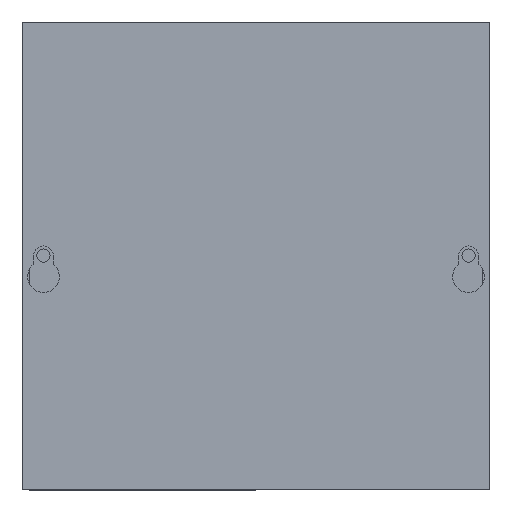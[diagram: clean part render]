
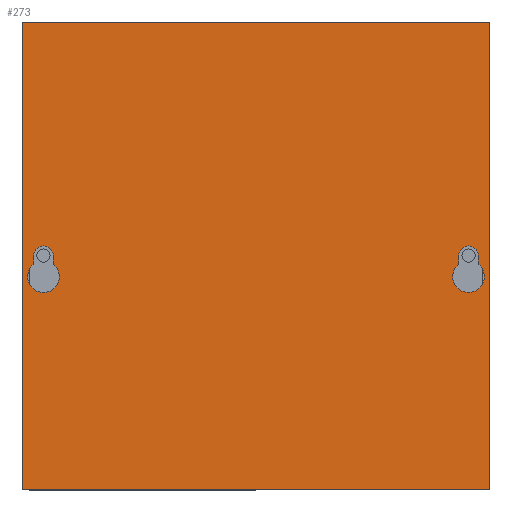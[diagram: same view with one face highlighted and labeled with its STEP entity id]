
A CAD part, top view. The second image highlights one B-rep face of the part: STEP entity #273.
In plain terms, the highlighted planar face has unit normal (0, 0, 1).
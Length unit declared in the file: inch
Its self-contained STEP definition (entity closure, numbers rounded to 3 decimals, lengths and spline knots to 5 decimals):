
#10 = CARTESIAN_POINT ( 'NONE',  ( 2.855, -0.11205, 6.057 ) ) ;
#111 = EDGE_CURVE ( 'NONE', #4757, #969, #1669, .T. ) ;
#142 = EDGE_LOOP ( 'NONE', ( #2334, #584, #5033, #5503, #4434, #2089 ) ) ;
#177 = DIRECTION ( 'NONE',  ( 0., -1., 0. ) ) ;
#213 = CARTESIAN_POINT ( 'NONE',  ( 2.605, 0., 6.057 ) ) ;
#216 = DIRECTION ( 'NONE',  ( 1., 0., 0. ) ) ;
#228 = DIRECTION ( 'NONE',  ( 0., 0., -1. ) ) ;
#246 = VERTEX_POINT ( 'NONE', #1976 ) ;
#273 = ADVANCED_FACE ( 'NONE', ( #3877, #5712, #5744 ), #1596, .T. ) ;
#293 = ORIENTED_EDGE ( 'NONE', *, *, #4568, .T. ) ;
#394 = AXIS2_PLACEMENT_3D ( 'NONE', #2841, #4294, #2006 ) ;
#406 = CARTESIAN_POINT ( 'NONE',  ( 2.933, -0.272, 6.057 ) ) ;
#419 = CARTESIAN_POINT ( 'NONE',  ( -2.855, -0.11205, 6.057 ) ) ;
#461 = CARTESIAN_POINT ( 'NONE',  ( -2.527, -0.272, 6.057 ) ) ;
#584 = ORIENTED_EDGE ( 'NONE', *, *, #587, .T. ) ;
#587 = EDGE_CURVE ( 'NONE', #2257, #1748, #5686, .T. ) ;
#590 = DIRECTION ( 'NONE',  ( 1., 0., 0. ) ) ;
#630 = CARTESIAN_POINT ( 'NONE',  ( 3., -3., 6.057 ) ) ;
#720 = ORIENTED_EDGE ( 'NONE', *, *, #3753, .T. ) ;
#763 = EDGE_CURVE ( 'NONE', #1748, #5690, #2279, .T. ) ;
#801 = CARTESIAN_POINT ( 'NONE',  ( 2.73, -0.272, 6.057 ) ) ;
#804 = VERTEX_POINT ( 'NONE', #3021 ) ;
#822 = VECTOR ( 'NONE', #177, 39.37008 ) ;
#845 = VECTOR ( 'NONE', #216, 39.37008 ) ;
#886 = DIRECTION ( 'NONE',  ( 0., 0., -1. ) ) ;
#969 = VERTEX_POINT ( 'NONE', #461 ) ;
#1003 = DIRECTION ( 'NONE',  ( 0., 0., -1. ) ) ;
#1034 = VECTOR ( 'NONE', #2990, 39.37008 ) ;
#1039 = DIRECTION ( 'NONE',  ( 1., 0., 0. ) ) ;
#1144 = EDGE_CURVE ( 'NONE', #804, #4757, #2352, .T. ) ;
#1151 = ORIENTED_EDGE ( 'NONE', *, *, #2470, .T. ) ;
#1165 = EDGE_CURVE ( 'NONE', #3275, #804, #3050, .T. ) ;
#1297 = DIRECTION ( 'NONE',  ( 0., 0., -1. ) ) ;
#1343 = CARTESIAN_POINT ( 'NONE',  ( -2.73, -0.272, 6.057 ) ) ;
#1423 = CARTESIAN_POINT ( 'NONE',  ( -3., 3., 6.057 ) ) ;
#1495 = ORIENTED_EDGE ( 'NONE', *, *, #1144, .T. ) ;
#1504 = LINE ( 'NONE', #3336, #5327 ) ;
#1565 = VERTEX_POINT ( 'NONE', #1423 ) ;
#1596 = PLANE ( 'NONE',  #3778 ) ;
#1648 = VERTEX_POINT ( 'NONE', #213 ) ;
#1650 = CARTESIAN_POINT ( 'NONE',  ( -2.73, -0.272, 6.057 ) ) ;
#1669 = CIRCLE ( 'NONE', #2623, 0.203 ) ;
#1672 = DIRECTION ( 'NONE',  ( -1., 0., 0. ) ) ;
#1676 = DIRECTION ( 'NONE',  ( 1., 0., 0. ) ) ;
#1686 = CIRCLE ( 'NONE', #4659, 0.125 ) ;
#1748 = VERTEX_POINT ( 'NONE', #406 ) ;
#1915 = ORIENTED_EDGE ( 'NONE', *, *, #3721, .T. ) ;
#1942 = EDGE_LOOP ( 'NONE', ( #1495, #3002, #3898, #293, #1915, #5782 ) ) ;
#1976 = CARTESIAN_POINT ( 'NONE',  ( -3., -3., 6.057 ) ) ;
#2006 = DIRECTION ( 'NONE',  ( 1., 0., 0. ) ) ;
#2019 = DIRECTION ( 'NONE',  ( 0., 1., 0. ) ) ;
#2058 = VECTOR ( 'NONE', #5688, 39.37008 ) ;
#2068 = DIRECTION ( 'NONE',  ( 1., 0., 0. ) ) ;
#2089 = ORIENTED_EDGE ( 'NONE', *, *, #4542, .T. ) ;
#2143 = CARTESIAN_POINT ( 'NONE',  ( -3., -3., 6.057 ) ) ;
#2145 = EDGE_CURVE ( 'NONE', #4480, #1648, #3059, .T. ) ;
#2156 = CARTESIAN_POINT ( 'NONE',  ( 2.527, -0.272, 6.057 ) ) ;
#2206 = CARTESIAN_POINT ( 'NONE',  ( 2.73, 0., 6.057 ) ) ;
#2255 = CARTESIAN_POINT ( 'NONE',  ( -2.605, -0.11205, 6.057 ) ) ;
#2257 = VERTEX_POINT ( 'NONE', #10 ) ;
#2279 = CIRCLE ( 'NONE', #4009, 0.203 ) ;
#2313 = CARTESIAN_POINT ( 'NONE',  ( -2.933, -0.272, 6.057 ) ) ;
#2316 = EDGE_CURVE ( 'NONE', #5690, #4480, #5918, .T. ) ;
#2334 = ORIENTED_EDGE ( 'NONE', *, *, #5144, .T. ) ;
#2352 = LINE ( 'NONE', #4192, #5549 ) ;
#2356 = DIRECTION ( 'NONE',  ( 1., 0., 0. ) ) ;
#2470 = EDGE_CURVE ( 'NONE', #5474, #1565, #5785, .T. ) ;
#2528 = EDGE_CURVE ( 'NONE', #1565, #246, #4423, .T. ) ;
#2541 = CARTESIAN_POINT ( 'NONE',  ( -3., -3., 6.057 ) ) ;
#2569 = DIRECTION ( 'NONE',  ( 1., 0., 0. ) ) ;
#2578 = AXIS2_PLACEMENT_3D ( 'NONE', #2928, #1003, #1039 ) ;
#2623 = AXIS2_PLACEMENT_3D ( 'NONE', #1343, #4989, #2356 ) ;
#2821 = AXIS2_PLACEMENT_3D ( 'NONE', #3527, #1297, #2569 ) ;
#2841 = CARTESIAN_POINT ( 'NONE',  ( 2.73, -0.272, 6.057 ) ) ;
#2850 = VECTOR ( 'NONE', #2019, 39.37008 ) ;
#2928 = CARTESIAN_POINT ( 'NONE',  ( -2.73, 0., 6.057 ) ) ;
#2990 = DIRECTION ( 'NONE',  ( 0., -1., 0. ) ) ;
#2992 = EDGE_CURVE ( 'NONE', #246, #4579, #4892, .T. ) ;
#3002 = ORIENTED_EDGE ( 'NONE', *, *, #111, .T. ) ;
#3021 = CARTESIAN_POINT ( 'NONE',  ( -2.605, 0., 6.057 ) ) ;
#3050 = CIRCLE ( 'NONE', #2578, 0.125 ) ;
#3059 = LINE ( 'NONE', #3109, #2850 ) ;
#3090 = VERTEX_POINT ( 'NONE', #419 ) ;
#3109 = CARTESIAN_POINT ( 'NONE',  ( 2.605, -3., 6.057 ) ) ;
#3166 = CARTESIAN_POINT ( 'NONE',  ( 2.73, -0.272, 6.057 ) ) ;
#3197 = CARTESIAN_POINT ( 'NONE',  ( 3., 3., 6.057 ) ) ;
#3275 = VERTEX_POINT ( 'NONE', #4706 ) ;
#3336 = CARTESIAN_POINT ( 'NONE',  ( -2.855, -3., 6.057 ) ) ;
#3424 = DIRECTION ( 'NONE',  ( 0., 0., 1. ) ) ;
#3496 = DIRECTION ( 'NONE',  ( 1., 0., 0. ) ) ;
#3527 = CARTESIAN_POINT ( 'NONE',  ( -2.73, -0.272, 6.057 ) ) ;
#3577 = VERTEX_POINT ( 'NONE', #2313 ) ;
#3644 = VERTEX_POINT ( 'NONE', #3732 ) ;
#3721 = EDGE_CURVE ( 'NONE', #3090, #3275, #1504, .T. ) ;
#3732 = CARTESIAN_POINT ( 'NONE',  ( 2.855, 0., 6.057 ) ) ;
#3734 = ORIENTED_EDGE ( 'NONE', *, *, #2528, .T. ) ;
#3753 = EDGE_CURVE ( 'NONE', #4579, #5474, #3822, .T. ) ;
#3778 = AXIS2_PLACEMENT_3D ( 'NONE', #5202, #3424, #590 ) ;
#3822 = LINE ( 'NONE', #630, #2058 ) ;
#3877 = FACE_OUTER_BOUND ( 'NONE', #3923, .T. ) ;
#3898 = ORIENTED_EDGE ( 'NONE', *, *, #5578, .T. ) ;
#3908 = CIRCLE ( 'NONE', #4669, 0.203 ) ;
#3912 = CARTESIAN_POINT ( 'NONE',  ( 2.855, -3., 6.057 ) ) ;
#3923 = EDGE_LOOP ( 'NONE', ( #720, #1151, #3734, #4122 ) ) ;
#3958 = CARTESIAN_POINT ( 'NONE',  ( -3., 3., 6.057 ) ) ;
#4009 = AXIS2_PLACEMENT_3D ( 'NONE', #801, #4954, #1676 ) ;
#4122 = ORIENTED_EDGE ( 'NONE', *, *, #2992, .T. ) ;
#4192 = CARTESIAN_POINT ( 'NONE',  ( -2.605, -3., 6.057 ) ) ;
#4284 = CARTESIAN_POINT ( 'NONE',  ( 2.605, -0.11205, 6.057 ) ) ;
#4294 = DIRECTION ( 'NONE',  ( 0., 0., -1. ) ) ;
#4423 = LINE ( 'NONE', #2541, #1034 ) ;
#4434 = ORIENTED_EDGE ( 'NONE', *, *, #2145, .T. ) ;
#4469 = CARTESIAN_POINT ( 'NONE',  ( 3., -3., 6.057 ) ) ;
#4480 = VERTEX_POINT ( 'NONE', #4284 ) ;
#4499 = DIRECTION ( 'NONE',  ( 0., 0., -1. ) ) ;
#4502 = AXIS2_PLACEMENT_3D ( 'NONE', #3166, #886, #5194 ) ;
#4542 = EDGE_CURVE ( 'NONE', #1648, #3644, #1686, .T. ) ;
#4568 = EDGE_CURVE ( 'NONE', #3577, #3090, #5045, .T. ) ;
#4579 = VERTEX_POINT ( 'NONE', #4469 ) ;
#4659 = AXIS2_PLACEMENT_3D ( 'NONE', #2206, #4499, #3496 ) ;
#4669 = AXIS2_PLACEMENT_3D ( 'NONE', #1650, #228, #2068 ) ;
#4706 = CARTESIAN_POINT ( 'NONE',  ( -2.855, 0., 6.057 ) ) ;
#4757 = VERTEX_POINT ( 'NONE', #2255 ) ;
#4759 = DIRECTION ( 'NONE',  ( 0., 1., 0. ) ) ;
#4788 = LINE ( 'NONE', #3912, #822 ) ;
#4806 = DIRECTION ( 'NONE',  ( 0., -1., 0. ) ) ;
#4892 = LINE ( 'NONE', #2143, #845 ) ;
#4954 = DIRECTION ( 'NONE',  ( 0., 0., -1. ) ) ;
#4989 = DIRECTION ( 'NONE',  ( 0., 0., -1. ) ) ;
#5033 = ORIENTED_EDGE ( 'NONE', *, *, #763, .T. ) ;
#5045 = CIRCLE ( 'NONE', #2821, 0.203 ) ;
#5144 = EDGE_CURVE ( 'NONE', #3644, #2257, #4788, .T. ) ;
#5194 = DIRECTION ( 'NONE',  ( 1., 0., 0. ) ) ;
#5202 = CARTESIAN_POINT ( 'NONE',  ( -3., -3., 6.057 ) ) ;
#5272 = VECTOR ( 'NONE', #1672, 39.37008 ) ;
#5327 = VECTOR ( 'NONE', #4759, 39.37008 ) ;
#5474 = VERTEX_POINT ( 'NONE', #3197 ) ;
#5503 = ORIENTED_EDGE ( 'NONE', *, *, #2316, .T. ) ;
#5549 = VECTOR ( 'NONE', #4806, 39.37008 ) ;
#5578 = EDGE_CURVE ( 'NONE', #969, #3577, #3908, .T. ) ;
#5686 = CIRCLE ( 'NONE', #394, 0.203 ) ;
#5688 = DIRECTION ( 'NONE',  ( 0., 1., 0. ) ) ;
#5690 = VERTEX_POINT ( 'NONE', #2156 ) ;
#5712 = FACE_BOUND ( 'NONE', #142, .T. ) ;
#5744 = FACE_BOUND ( 'NONE', #1942, .T. ) ;
#5782 = ORIENTED_EDGE ( 'NONE', *, *, #1165, .T. ) ;
#5785 = LINE ( 'NONE', #3958, #5272 ) ;
#5918 = CIRCLE ( 'NONE', #4502, 0.203 ) ;
